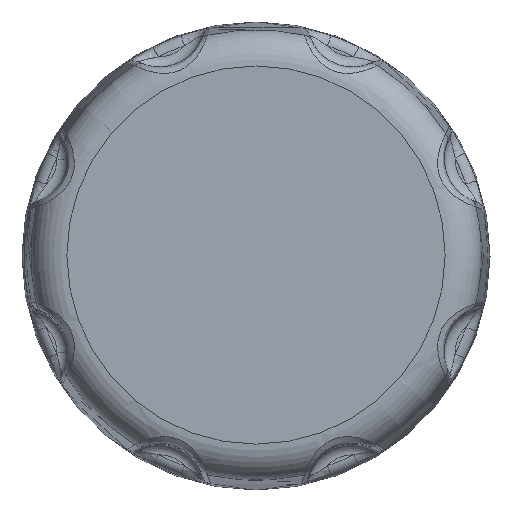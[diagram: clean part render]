
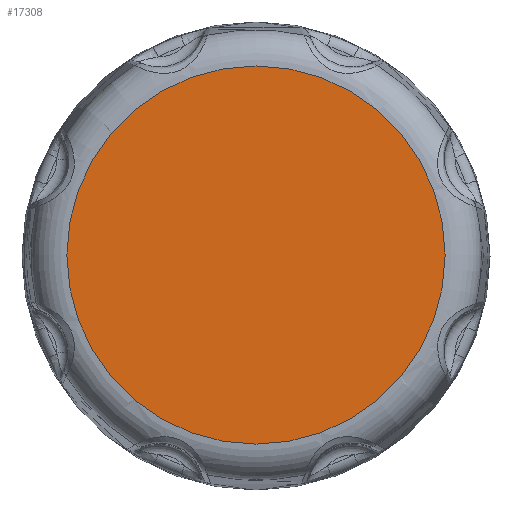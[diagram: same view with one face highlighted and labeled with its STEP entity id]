
A CAD part, top view. The second image highlights one B-rep face of the part: STEP entity #17308.
In plain terms, the highlighted planar face has unit normal (0, 0, 1).
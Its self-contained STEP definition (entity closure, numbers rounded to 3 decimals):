
#3725 = TOROIDAL_SURFACE('',#3726,5.242,1.);
#3726 = AXIS2_PLACEMENT_3D('',#3727,#3728,#3729);
#3727 = CARTESIAN_POINT('',(0.,0.,14.75));
#3728 = DIRECTION('',(0.,0.,1.));
#3729 = DIRECTION('',(1.,0.,0.));
#8602 = VERTEX_POINT('',#8603);
#8603 = CARTESIAN_POINT('',(5.242,0.,15.75));
#8625 = EDGE_CURVE('',#8602,#8602,#8626,.T.);
#8626 = SURFACE_CURVE('',#8627,(#8632,#8639),.PCURVE_S1.);
#8627 = CIRCLE('',#8628,5.242);
#8628 = AXIS2_PLACEMENT_3D('',#8629,#8630,#8631);
#8629 = CARTESIAN_POINT('',(0.,0.,15.75));
#8630 = DIRECTION('',(-0.,0.,1.));
#8631 = DIRECTION('',(1.,0.,0.));
#8632 = PCURVE('',#3725,#8633);
#8633 = DEFINITIONAL_REPRESENTATION('',(#8634),#8638);
#8634 = LINE('',#8635,#8636);
#8635 = CARTESIAN_POINT('',(0.,1.571));
#8636 = VECTOR('',#8637,1.);
#8637 = DIRECTION('',(1.,0.));
#8638 = ( GEOMETRIC_REPRESENTATION_CONTEXT(2) 
PARAMETRIC_REPRESENTATION_CONTEXT() REPRESENTATION_CONTEXT('2D SPACE',''
  ) );
#8639 = PCURVE('',#8640,#8645);
#8640 = PLANE('',#8641);
#8641 = AXIS2_PLACEMENT_3D('',#8642,#8643,#8644);
#8642 = CARTESIAN_POINT('',(0.,0.,15.75));
#8643 = DIRECTION('',(0.,0.,1.));
#8644 = DIRECTION('',(1.,0.,0.));
#8645 = DEFINITIONAL_REPRESENTATION('',(#8646),#8650);
#8646 = CIRCLE('',#8647,5.242);
#8647 = AXIS2_PLACEMENT_2D('',#8648,#8649);
#8648 = CARTESIAN_POINT('',(0.,0.));
#8649 = DIRECTION('',(1.,0.));
#8650 = ( GEOMETRIC_REPRESENTATION_CONTEXT(2) 
PARAMETRIC_REPRESENTATION_CONTEXT() REPRESENTATION_CONTEXT('2D SPACE',''
  ) );
#17308 = ADVANCED_FACE('',(#17309),#8640,.T.);
#17309 = FACE_BOUND('',#17310,.T.);
#17310 = EDGE_LOOP('',(#17311));
#17311 = ORIENTED_EDGE('',*,*,#8625,.T.);
